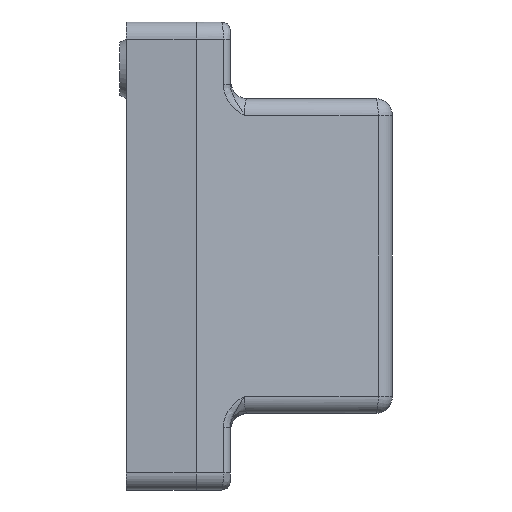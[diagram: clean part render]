
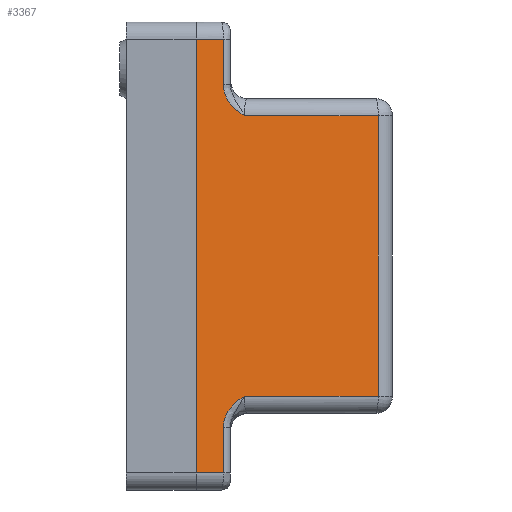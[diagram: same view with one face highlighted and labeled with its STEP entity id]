
A CAD part, front view. The second image highlights one B-rep face of the part: STEP entity #3367.
In plain terms, the highlighted planar face has unit normal (0.174, -0.985, 0).
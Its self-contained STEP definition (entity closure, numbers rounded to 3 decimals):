
#29=B_SPLINE_CURVE_WITH_KNOTS('',3,(#5490,#5491,#5492,#5493,#5494,#5495,
#5496,#5497,#5498,#5499,#5500,#5501),.UNSPECIFIED.,.F.,.F.,(4,2,1,1,1,1,
1,1,4),(-0.001,0.,0.093,0.14,0.187,
0.233,0.28,0.374,0.467),
 .UNSPECIFIED.);
#31=B_SPLINE_CURVE_WITH_KNOTS('',3,(#5675,#5676,#5677,#5678,#5679,#5680,
#5681,#5682,#5683,#5684,#5685,#5686),.UNSPECIFIED.,.F.,.F.,(4,1,1,1,1,1,
1,2,4),(0.,0.14,0.187,0.28,0.327,
0.374,0.42,0.467,0.468),
 .UNSPECIFIED.);
#400=FACE_OUTER_BOUND('',#622,.T.);
#622=EDGE_LOOP('',(#2883,#2884,#2885,#2886,#2887,#2888,#2889,#2890,#2891,
#2892));
#765=LINE('',#4928,#1111);
#966=LINE('',#5517,#1312);
#970=LINE('',#5613,#1316);
#971=LINE('',#5700,#1317);
#980=LINE('',#5716,#1326);
#981=LINE('',#5719,#1327);
#982=LINE('',#5721,#1328);
#983=LINE('',#5722,#1329);
#1111=VECTOR('',#3967,10.);
#1312=VECTOR('',#4410,10.);
#1316=VECTOR('',#4446,10.);
#1317=VECTOR('',#4449,10.);
#1326=VECTOR('',#4470,10.);
#1327=VECTOR('',#4473,10.);
#1328=VECTOR('',#4474,10.);
#1329=VECTOR('',#4475,10.);
#1449=VERTEX_POINT('',#4925);
#1450=VERTEX_POINT('',#4927);
#1620=VERTEX_POINT('',#5487);
#1621=VERTEX_POINT('',#5489);
#1622=VERTEX_POINT('',#5515);
#1629=VERTEX_POINT('',#5607);
#1630=VERTEX_POINT('',#5611);
#1631=VERTEX_POINT('',#5674);
#1633=VERTEX_POINT('',#5718);
#1634=VERTEX_POINT('',#5720);
#1790=EDGE_CURVE('',#1449,#1450,#765,.T.);
#2037=EDGE_CURVE('',#1621,#1620,#29,.T.);
#2040=EDGE_CURVE('',#1620,#1622,#966,.T.);
#2056=EDGE_CURVE('',#1629,#1630,#970,.T.);
#2057=EDGE_CURVE('',#1630,#1631,#31,.T.);
#2059=EDGE_CURVE('',#1449,#1629,#971,.T.);
#2068=EDGE_CURVE('',#1622,#1450,#980,.T.);
#2069=EDGE_CURVE('',#1631,#1633,#981,.T.);
#2070=EDGE_CURVE('',#1633,#1634,#982,.T.);
#2071=EDGE_CURVE('',#1634,#1621,#983,.T.);
#2883=ORIENTED_EDGE('',*,*,#2057,.T.);
#2884=ORIENTED_EDGE('',*,*,#2069,.T.);
#2885=ORIENTED_EDGE('',*,*,#2070,.T.);
#2886=ORIENTED_EDGE('',*,*,#2071,.T.);
#2887=ORIENTED_EDGE('',*,*,#2037,.T.);
#2888=ORIENTED_EDGE('',*,*,#2040,.T.);
#2889=ORIENTED_EDGE('',*,*,#2068,.T.);
#2890=ORIENTED_EDGE('',*,*,#1790,.F.);
#2891=ORIENTED_EDGE('',*,*,#2059,.T.);
#2892=ORIENTED_EDGE('',*,*,#2056,.T.);
#3212=PLANE('',#3651);
#3367=ADVANCED_FACE('',(#400),#3212,.T.);
#3651=AXIS2_PLACEMENT_3D('',#5717,#4471,#4472);
#3967=DIRECTION('',(0.,0.,1.));
#4410=DIRECTION('',(0.,0.,1.));
#4446=DIRECTION('',(0.,0.,1.));
#4449=DIRECTION('',(0.985,0.174,0.));
#4470=DIRECTION('',(-0.985,-0.174,0.));
#4471=DIRECTION('center_axis',(0.174,-0.985,0.));
#4472=DIRECTION('ref_axis',(0.985,0.174,0.));
#4473=DIRECTION('',(0.985,0.174,0.));
#4474=DIRECTION('',(0.,0.,1.));
#4475=DIRECTION('',(-0.985,-0.174,0.));
#4925=CARTESIAN_POINT('',(6.,-46.3,-25.5));
#4927=CARTESIAN_POINT('',(6.,-46.3,25.5));
#4928=CARTESIAN_POINT('',(6.,-46.3,-27.5));
#5487=CARTESIAN_POINT('',(9.174,-45.74,20.2));
#5489=CARTESIAN_POINT('',(11.653,-45.303,16.5));
#5490=CARTESIAN_POINT('Ctrl Pts',(11.653,-45.303,16.5));
#5491=CARTESIAN_POINT('Ctrl Pts',(11.651,-45.304,16.501));
#5492=CARTESIAN_POINT('Ctrl Pts',(11.648,-45.304,16.503));
#5493=CARTESIAN_POINT('Ctrl Pts',(11.381,-45.351,16.66));
#5494=CARTESIAN_POINT('Ctrl Pts',(10.988,-45.42,16.914));
#5495=CARTESIAN_POINT('Ctrl Pts',(10.511,-45.505,17.314));
#5496=CARTESIAN_POINT('Ctrl Pts',(10.184,-45.562,17.644));
#5497=CARTESIAN_POINT('Ctrl Pts',(9.893,-45.614,18.006));
#5498=CARTESIAN_POINT('Ctrl Pts',(9.557,-45.673,18.535));
#5499=CARTESIAN_POINT('Ctrl Pts',(9.259,-45.725,19.258));
#5500=CARTESIAN_POINT('Ctrl Pts',(9.174,-45.74,19.888));
#5501=CARTESIAN_POINT('Ctrl Pts',(9.174,-45.74,20.2));
#5515=CARTESIAN_POINT('',(9.174,-45.74,25.5));
#5517=CARTESIAN_POINT('',(9.174,-45.74,-4.5));
#5607=CARTESIAN_POINT('',(9.174,-45.74,-25.5));
#5611=CARTESIAN_POINT('',(9.174,-45.74,-20.2));
#5613=CARTESIAN_POINT('',(9.174,-45.74,-4.5));
#5674=CARTESIAN_POINT('',(11.653,-45.303,-16.5));
#5675=CARTESIAN_POINT('Ctrl Pts',(9.174,-45.74,-20.2));
#5676=CARTESIAN_POINT('Ctrl Pts',(9.174,-45.74,-19.733));
#5677=CARTESIAN_POINT('Ctrl Pts',(9.302,-45.718,-19.106));
#5678=CARTESIAN_POINT('Ctrl Pts',(9.709,-45.646,-18.263));
#5679=CARTESIAN_POINT('Ctrl Pts',(10.076,-45.581,-17.753));
#5680=CARTESIAN_POINT('Ctrl Pts',(10.511,-45.505,-17.314));
#5681=CARTESIAN_POINT('Ctrl Pts',(10.869,-45.441,-17.014));
#5682=CARTESIAN_POINT('Ctrl Pts',(11.25,-45.374,-16.744));
#5683=CARTESIAN_POINT('Ctrl Pts',(11.514,-45.328,-16.582));
#5684=CARTESIAN_POINT('Ctrl Pts',(11.648,-45.304,-16.503));
#5685=CARTESIAN_POINT('Ctrl Pts',(11.651,-45.304,-16.501));
#5686=CARTESIAN_POINT('Ctrl Pts',(11.653,-45.303,-16.5));
#5700=CARTESIAN_POINT('',(10.614,-45.486,-25.5));
#5716=CARTESIAN_POINT('',(10.614,-45.486,25.5));
#5717=CARTESIAN_POINT('Origin',(6.,-46.3,18.5));
#5718=CARTESIAN_POINT('',(27.391,-42.528,-16.5));
#5719=CARTESIAN_POINT('',(17.405,-44.289,-16.5));
#5720=CARTESIAN_POINT('',(27.391,-42.528,16.5));
#5721=CARTESIAN_POINT('',(27.391,-42.528,18.5));
#5722=CARTESIAN_POINT('',(17.405,-44.289,16.5));
